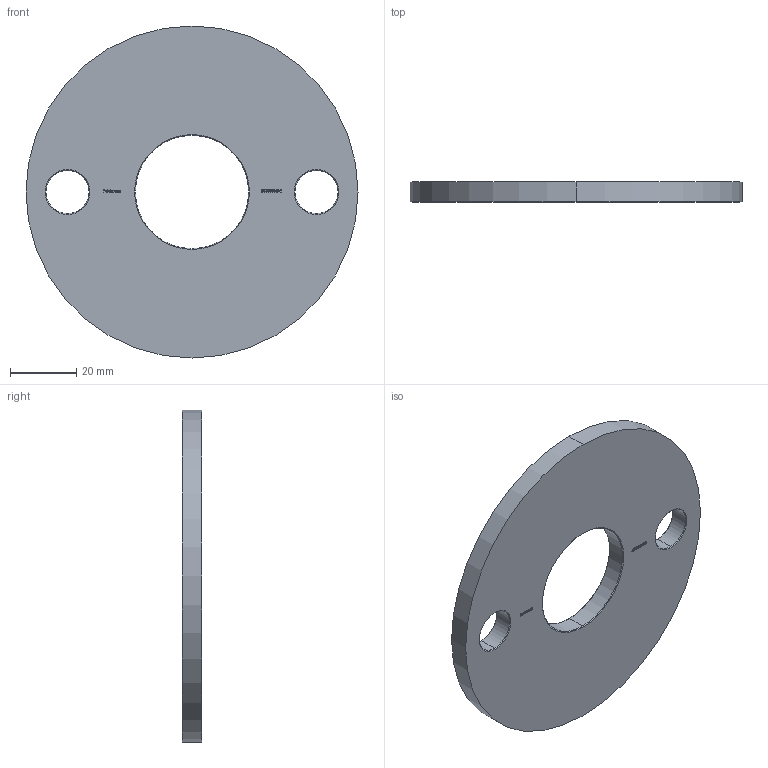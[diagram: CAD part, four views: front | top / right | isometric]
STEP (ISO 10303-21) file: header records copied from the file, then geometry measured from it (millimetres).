
FILE_DESCRIPTION (( 'STEP AP203' ), '1' );
FILE_NAME ('54300-240-R.step', '2020-10-21T10:54:24', ( '' ), ( '' ), 'SwSTEP 2.0', 'SolidWorks 2018', '' );
FILE_SCHEMA (( 'CONFIG_CONTROL_DESIGN' ));
Length unit declared in the file: millimetre
Products named in the file (2): 54300-240-R
Bounding box: 100 x 6 x 100 mm (x, y, z)
Volume: 40039.4 mm3; surface area: 16319.9 mm2
Topology: 1 solids, 1 shells, 272 faces, 714 edges, 472 vertices
Faces by surface type: plane 144, bspline 108, cone 12, cylinder 8
Entity records: 14673 total; most frequent: CARTESIAN_POINT 8512, ORIENTED_EDGE 1428, DIRECTION 858, EDGE_CURVE 714, VERTEX_POINT 472, VECTOR 470, LINE 470, EDGE_LOOP 306
